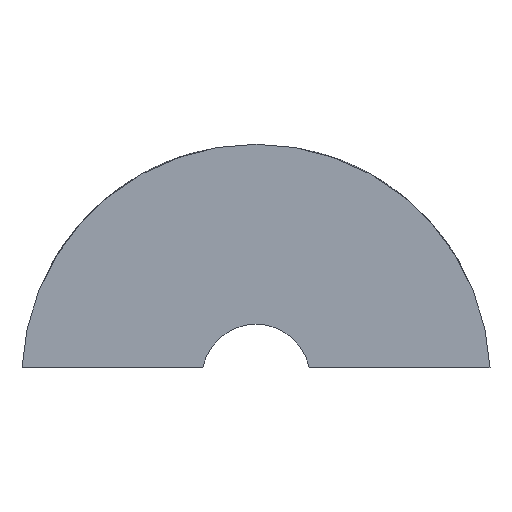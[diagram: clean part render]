
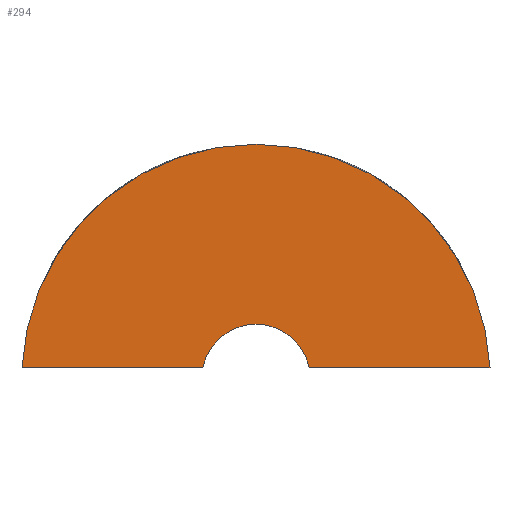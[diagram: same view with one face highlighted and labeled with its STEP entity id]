
A CAD part, front view. The second image highlights one B-rep face of the part: STEP entity #294.
In plain terms, the highlighted planar face has unit normal (0, -1, 0).
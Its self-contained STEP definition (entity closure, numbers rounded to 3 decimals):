
#38=PLANE('',#342);
#56=FACE_OUTER_BOUND('',#86,.T.);
#86=EDGE_LOOP('',(#263,#264,#265,#266));
#95=LINE('',#649,#111);
#100=LINE('',#663,#116);
#111=VECTOR('',#403,10.);
#116=VECTOR('',#416,10.);
#131=CIRCLE('',#335,2.5);
#133=CIRCLE('',#339,10.8);
#151=VERTEX_POINT('',#647);
#152=VERTEX_POINT('',#648);
#155=VERTEX_POINT('',#656);
#157=VERTEX_POINT('',#662);
#183=EDGE_CURVE('',#151,#152,#95,.T.);
#187=EDGE_CURVE('',#152,#155,#131,.T.);
#190=EDGE_CURVE('',#155,#157,#100,.T.);
#193=EDGE_CURVE('',#151,#157,#133,.T.);
#263=ORIENTED_EDGE('',*,*,#193,.F.);
#264=ORIENTED_EDGE('',*,*,#183,.T.);
#265=ORIENTED_EDGE('',*,*,#187,.T.);
#266=ORIENTED_EDGE('',*,*,#190,.T.);
#294=ADVANCED_FACE('',(#56),#38,.F.);
#335=AXIS2_PLACEMENT_3D('',#657,#409,#410);
#339=AXIS2_PLACEMENT_3D('',#668,#421,#422);
#342=AXIS2_PLACEMENT_3D('',#671,#427,#428);
#403=DIRECTION('',(1.,0.,0.));
#409=DIRECTION('center_axis',(0.,1.,0.));
#410=DIRECTION('ref_axis',(1.,0.,0.));
#416=DIRECTION('',(1.,0.,0.));
#421=DIRECTION('center_axis',(0.,1.,0.));
#422=DIRECTION('ref_axis',(1.,0.,0.));
#427=DIRECTION('center_axis',(0.,1.,0.));
#428=DIRECTION('ref_axis',(1.,0.,0.));
#647=CARTESIAN_POINT('',(-7.289,-73.031,6.5));
#648=CARTESIAN_POINT('',(1.05,-73.031,6.5));
#649=CARTESIAN_POINT('',(-7.792,-73.031,6.5));
#656=CARTESIAN_POINT('',(5.95,-73.031,6.5));
#657=CARTESIAN_POINT('Origin',(3.5,-73.031,6.005));
#662=CARTESIAN_POINT('',(14.289,-73.031,6.5));
#663=CARTESIAN_POINT('',(5.438,-73.031,6.5));
#668=CARTESIAN_POINT('Origin',(3.5,-73.031,6.005));
#671=CARTESIAN_POINT('Origin',(3.5,-73.031,11.653));
